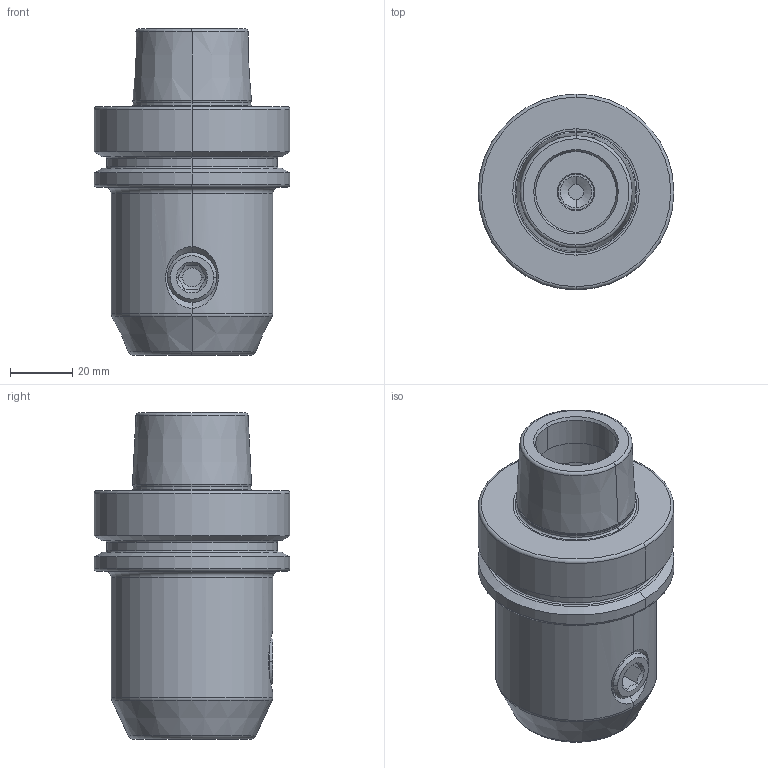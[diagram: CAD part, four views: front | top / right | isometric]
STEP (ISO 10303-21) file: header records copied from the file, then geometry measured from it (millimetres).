
FILE_DESCRIPTION((''),'2;1');
FILE_NAME('F63_04_20','2020-08-26T',('103090'),(''),'CREO PARAMETRIC BY PTC INC, 2016260','CREO PARAMETRIC BY PTC INC, 2016260','');
FILE_SCHEMA(('CONFIG_CONTROL_DESIGN'));
Length unit declared in the file: millimetre
Products named in the file (1): F63_04_20
Bounding box: 63 x 63 x 105 mm (x, y, z)
Volume: 173013.7 mm3; surface area: 29891.7 mm2
Topology: 1 solids, 1 shells, 99 faces, 202 edges, 114 vertices
Faces by surface type: torus 28, cylinder 26, cone 26, plane 19
Entity records: 2798 total; most frequent: CARTESIAN_POINT 610, DIRECTION 518, ORIENTED_EDGE 404, AXIS2_PLACEMENT_3D 230, EDGE_CURVE 202, CIRCLE 128, VERTEX_POINT 114, EDGE_LOOP 108
